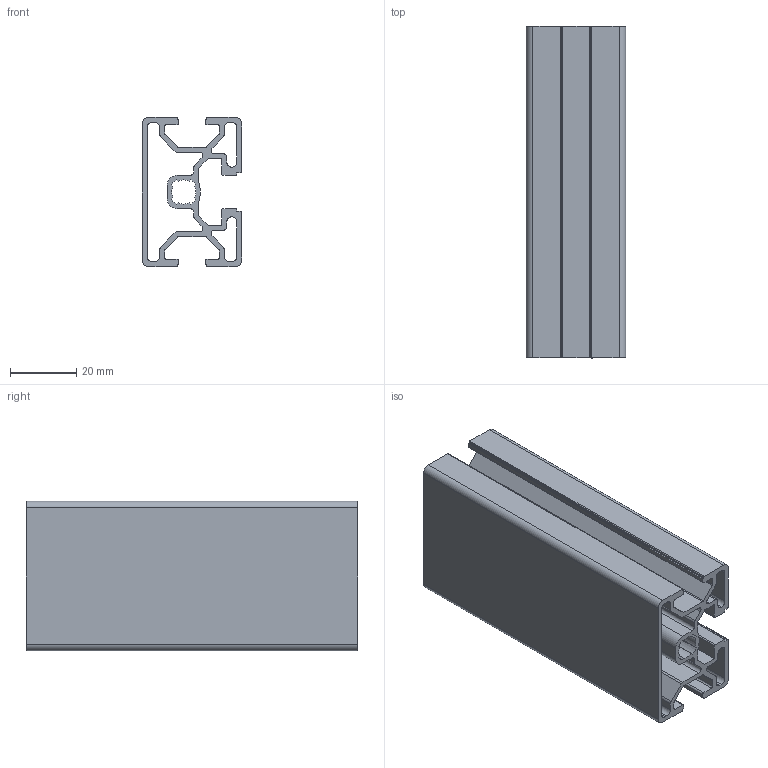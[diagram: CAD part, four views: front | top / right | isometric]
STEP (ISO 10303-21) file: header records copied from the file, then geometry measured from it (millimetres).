
FILE_DESCRIPTION( ( 'Unknown' ), '1' );
FILE_NAME( '6118023', 'Unknown', ( 'Unknown' ), ( 'JUGARD+KÜNSTNER GmbH' ), 'XStep 1.0', 'Unknown', ' ' );
FILE_SCHEMA( ( 'automotive_design' ) );
Length unit declared in the file: millimetre
Products named in the file (1): 1
Bounding box: 30 x 100 x 45 mm (x, y, z)
Volume: 39509.3 mm3; surface area: 47823.3 mm2
Topology: 1 solids, 1 shells, 160 faces, 474 edges, 316 vertices
Faces by surface type: plane 87, cylinder 73
Entity records: 6696 total; most frequent: CARTESIAN_POINT 951, ORIENTED_EDGE 948, DIRECTION 942, EDGE_CURVE 474, LINE 328, VECTOR 328, VERTEX_POINT 316, AXIS2_PLACEMENT_3D 307
